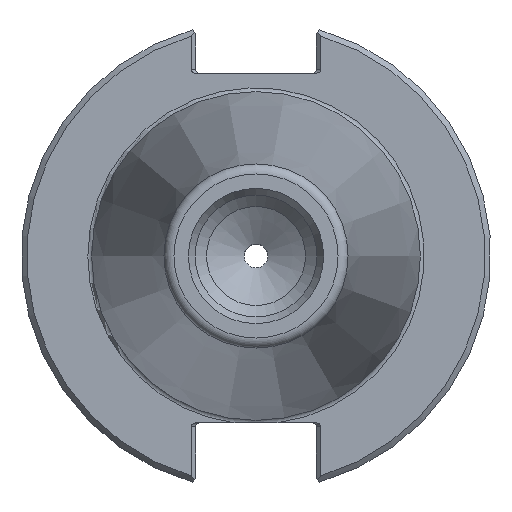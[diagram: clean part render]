
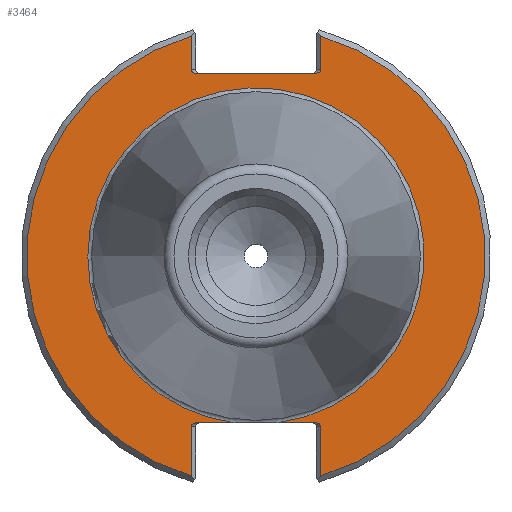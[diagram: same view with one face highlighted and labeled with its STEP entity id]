
A CAD part, left-side view. The second image highlights one B-rep face of the part: STEP entity #3464.
In plain terms, the highlighted planar face has unit normal (-1, 0, 0).
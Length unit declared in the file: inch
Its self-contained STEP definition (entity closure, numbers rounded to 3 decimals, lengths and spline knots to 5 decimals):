
#2522=CARTESIAN_POINT('',(0.125,0.345,0.992));
#2523=VERTEX_POINT('',#2522);
#2530=CARTESIAN_POINT('',(0.125,0.31672,0.972));
#2531=VERTEX_POINT('',#2530);
#2532=CARTESIAN_POINT('',(0.125,0.31672,0.992));
#2533=DIRECTION('',(-1.0,0.0,0.0));
#2534=DIRECTION('',(0.0,1.0,0.0));
#2535=AXIS2_PLACEMENT_3D('',#2532,#2533,#2534);
#2536=ELLIPSE('',#2535,0.02828,0.02);
#2537=EDGE_CURVE('',#2523,#2531,#2536,.T.);
#2622=CARTESIAN_POINT('',(0.125,0.345,1.1702));
#2623=VERTEX_POINT('',#2622);
#2630=CARTESIAN_POINT('',(0.125,0.345,1.1702));
#2631=DIRECTION('',(0.0,0.0,-1.0));
#2632=VECTOR('',#2631,0.1782);
#2633=LINE('',#2630,#2632);
#2634=EDGE_CURVE('',#2623,#2523,#2633,.T.);
#2734=CARTESIAN_POINT('',(0.125,-0.31672,0.972));
#2735=VERTEX_POINT('',#2734);
#2742=CARTESIAN_POINT('',(0.125,-0.345,0.992));
#2743=VERTEX_POINT('',#2742);
#2744=CARTESIAN_POINT('',(0.125,-0.31672,0.992));
#2745=DIRECTION('',(-1.0,0.0,0.0));
#2746=DIRECTION('',(0.0,-1.0,0.0));
#2747=AXIS2_PLACEMENT_3D('',#2744,#2745,#2746);
#2748=ELLIPSE('',#2747,0.02828,0.02);
#2749=EDGE_CURVE('',#2735,#2743,#2748,.T.);
#2799=CARTESIAN_POINT('',(0.125,-0.345,1.1702));
#2800=VERTEX_POINT('',#2799);
#2801=CARTESIAN_POINT('',(0.125,-0.345,0.992));
#2802=DIRECTION('',(0.0,0.0,1.0));
#2803=VECTOR('',#2802,0.1782);
#2804=LINE('',#2801,#2803);
#2805=EDGE_CURVE('',#2743,#2800,#2804,.T.);
#2823=CARTESIAN_POINT('',(0.125,-0.345,-0.908));
#2824=VERTEX_POINT('',#2823);
#2825=CARTESIAN_POINT('',(0.125,-0.31672,-0.888));
#2826=VERTEX_POINT('',#2825);
#2827=CARTESIAN_POINT('',(0.125,-0.31672,-0.908));
#2828=DIRECTION('',(-1.0,0.0,0.0));
#2829=DIRECTION('',(0.0,-1.0,0.0));
#2830=AXIS2_PLACEMENT_3D('',#2827,#2828,#2829);
#2831=ELLIPSE('',#2830,0.02828,0.02);
#2832=EDGE_CURVE('',#2824,#2826,#2831,.T.);
#2930=CARTESIAN_POINT('',(0.125,-0.345,-1.1702));
#2931=VERTEX_POINT('',#2930);
#2938=CARTESIAN_POINT('',(0.125,-0.345,-1.1702));
#2939=DIRECTION('',(0.0,0.0,1.0));
#2940=VECTOR('',#2939,0.2622);
#2941=LINE('',#2938,#2940);
#2942=EDGE_CURVE('',#2931,#2824,#2941,.T.);
#3042=CARTESIAN_POINT('',(0.125,0.31672,-0.888));
#3043=VERTEX_POINT('',#3042);
#3050=CARTESIAN_POINT('',(0.125,0.345,-0.908));
#3051=VERTEX_POINT('',#3050);
#3052=CARTESIAN_POINT('',(0.125,0.31672,-0.908));
#3053=DIRECTION('',(-1.0,0.0,0.0));
#3054=DIRECTION('',(0.0,1.0,0.0));
#3055=AXIS2_PLACEMENT_3D('',#3052,#3053,#3054);
#3056=ELLIPSE('',#3055,0.02828,0.02);
#3057=EDGE_CURVE('',#3043,#3051,#3056,.T.);
#3107=CARTESIAN_POINT('',(0.125,0.345,-1.1702));
#3108=VERTEX_POINT('',#3107);
#3109=CARTESIAN_POINT('',(0.125,0.345,-0.908));
#3110=DIRECTION('',(0.0,0.0,-1.0));
#3111=VECTOR('',#3110,0.2622);
#3112=LINE('',#3109,#3111);
#3113=EDGE_CURVE('',#3051,#3108,#3112,.T.);
#3180=CARTESIAN_POINT('',(0.125,0.31672,0.972));
#3181=DIRECTION('',(0.0,-1.0,0.0));
#3182=VECTOR('',#3181,0.63343);
#3183=LINE('',#3180,#3182);
#3184=EDGE_CURVE('',#2531,#2735,#3183,.T.);
#3382=CARTESIAN_POINT('',(0.125,-0.11172,-0.888));
#3383=VERTEX_POINT('',#3382);
#3384=CARTESIAN_POINT('',(0.125,0.11172,-0.888));
#3385=VERTEX_POINT('',#3384);
#3400=CARTESIAN_POINT('',(0.125,0.,0.0));
#3401=DIRECTION('',(-1.0,0.0,0.0));
#3402=DIRECTION('',(0.0,-1.0,0.0));
#3403=AXIS2_PLACEMENT_3D('',#3400,#3401,#3402);
#3404=CIRCLE('',#3403,0.895);
#3405=EDGE_CURVE('',#3383,#3385,#3404,.T.);
#3421=CARTESIAN_POINT('',(0.125,1.0625,0.0));
#3422=DIRECTION('',(-1.0,0.0,0.0));
#3423=DIRECTION('',(0.0,0.0,1.0));
#3424=AXIS2_PLACEMENT_3D('',#3421,#3422,#3423);
#3425=PLANE('',#3424);
#3426=ORIENTED_EDGE('',*,*,#3405,.F.);
#3427=CARTESIAN_POINT('',(0.125,-0.31672,-0.888));
#3428=DIRECTION('',(0.0,1.0,0.0));
#3429=VECTOR('',#3428,0.205);
#3430=LINE('',#3427,#3429);
#3431=EDGE_CURVE('',#2826,#3383,#3430,.T.);
#3432=ORIENTED_EDGE('',*,*,#3431,.F.);
#3433=ORIENTED_EDGE('',*,*,#2832,.F.);
#3434=ORIENTED_EDGE('',*,*,#2942,.F.);
#3435=CARTESIAN_POINT('',(0.125,0.,0.0));
#3436=DIRECTION('',(1.0,0.0,0.0));
#3437=DIRECTION('',(0.0,-1.0,0.0));
#3438=AXIS2_PLACEMENT_3D('',#3435,#3436,#3437);
#3439=CIRCLE('',#3438,1.22);
#3440=EDGE_CURVE('',#2800,#2931,#3439,.T.);
#3441=ORIENTED_EDGE('',*,*,#3440,.F.);
#3442=ORIENTED_EDGE('',*,*,#2805,.F.);
#3443=ORIENTED_EDGE('',*,*,#2749,.F.);
#3444=ORIENTED_EDGE('',*,*,#3184,.F.);
#3445=ORIENTED_EDGE('',*,*,#2537,.F.);
#3446=ORIENTED_EDGE('',*,*,#2634,.F.);
#3447=CARTESIAN_POINT('',(0.125,0.,0.0));
#3448=DIRECTION('',(1.0,0.0,0.0));
#3449=DIRECTION('',(0.0,1.0,0.0));
#3450=AXIS2_PLACEMENT_3D('',#3447,#3448,#3449);
#3451=CIRCLE('',#3450,1.22);
#3452=EDGE_CURVE('',#3108,#2623,#3451,.T.);
#3453=ORIENTED_EDGE('',*,*,#3452,.F.);
#3454=ORIENTED_EDGE('',*,*,#3113,.F.);
#3455=ORIENTED_EDGE('',*,*,#3057,.F.);
#3456=CARTESIAN_POINT('',(0.125,0.11172,-0.888));
#3457=DIRECTION('',(0.0,1.0,0.0));
#3458=VECTOR('',#3457,0.205);
#3459=LINE('',#3456,#3458);
#3460=EDGE_CURVE('',#3385,#3043,#3459,.T.);
#3461=ORIENTED_EDGE('',*,*,#3460,.F.);
#3462=EDGE_LOOP('',(#3426,#3432,#3433,#3434,#3441,#3442,#3443,#3444,#3445,#3446,#3453,#3454,#3455,#3461));
#3463=FACE_OUTER_BOUND('',#3462,.T.);
#3464=ADVANCED_FACE('',(#3463),#3425,.T.);
